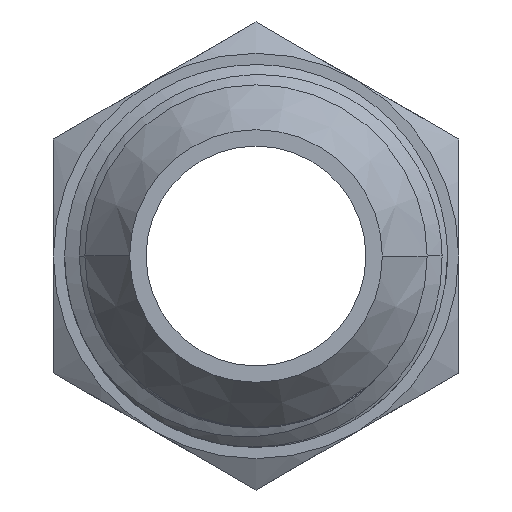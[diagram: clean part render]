
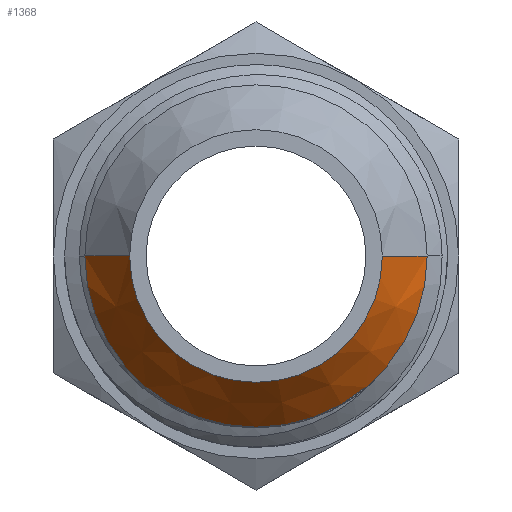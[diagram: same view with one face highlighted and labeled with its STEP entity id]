
A CAD part, left-side view. The second image highlights one B-rep face of the part: STEP entity #1368.
In plain terms, the highlighted conical face has half-angle 37 degrees and reference radius 0.475 mm.
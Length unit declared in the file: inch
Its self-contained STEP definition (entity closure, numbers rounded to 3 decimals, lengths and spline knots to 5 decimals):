
#57=CONICAL_SURFACE('',#1470,0.01871,0.646);
#106=FACE_OUTER_BOUND('',#190,.T.);
#190=EDGE_LOOP('',(#982,#983,#984,#985));
#262=CIRCLE('',#1471,0.01381);
#263=CIRCLE('',#1472,0.01871);
#424=LINE('',#2828,#484);
#425=LINE('',#2831,#485);
#484=VECTOR('',#1679,1.55);
#485=VECTOR('',#1682,1.55);
#582=VERTEX_POINT('',#2824);
#583=VERTEX_POINT('',#2825);
#584=VERTEX_POINT('',#2827);
#585=VERTEX_POINT('',#2829);
#742=EDGE_CURVE('',#582,#583,#262,.T.);
#743=EDGE_CURVE('',#583,#584,#424,.T.);
#744=EDGE_CURVE('',#585,#584,#263,.T.);
#745=EDGE_CURVE('',#582,#585,#425,.T.);
#982=ORIENTED_EDGE('',*,*,#742,.T.);
#983=ORIENTED_EDGE('',*,*,#743,.T.);
#984=ORIENTED_EDGE('',*,*,#744,.F.);
#985=ORIENTED_EDGE('',*,*,#745,.F.);
#1368=ADVANCED_FACE('',(#106),#57,.T.);
#1470=AXIS2_PLACEMENT_3D('',#2823,#1675,#1676);
#1471=AXIS2_PLACEMENT_3D('',#2826,#1677,#1678);
#1472=AXIS2_PLACEMENT_3D('',#2830,#1680,#1681);
#1675=DIRECTION('center_axis',(1.,0.,0.));
#1676=DIRECTION('ref_axis',(0.,0.,1.));
#1677=DIRECTION('center_axis',(1.,0.,0.));
#1678=DIRECTION('ref_axis',(0.,0.,1.));
#1679=DIRECTION('',(0.799,0.,-0.602));
#1680=DIRECTION('center_axis',(1.,0.,0.));
#1681=DIRECTION('ref_axis',(0.,0.,1.));
#1682=DIRECTION('',(0.799,0.,0.602));
#2823=CARTESIAN_POINT('Origin',(-0.03602,0.,0.));
#2824=CARTESIAN_POINT('',(-0.04252,0.,0.01381));
#2825=CARTESIAN_POINT('',(-0.04252,0.,-0.01381));
#2826=CARTESIAN_POINT('Origin',(-0.04252,0.,0.));
#2827=CARTESIAN_POINT('',(-0.03602,0.,-0.01871));
#2828=CARTESIAN_POINT('',(-0.03602,0.,-0.01871));
#2829=CARTESIAN_POINT('',(-0.03602,0.,0.01871));
#2830=CARTESIAN_POINT('Origin',(-0.03602,0.,0.));
#2831=CARTESIAN_POINT('',(-0.03602,0.,0.01871));
